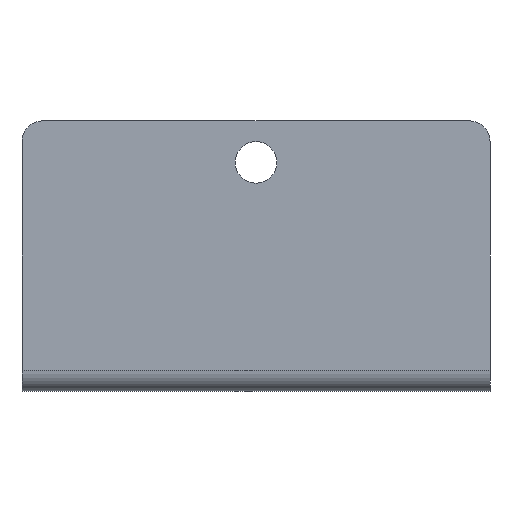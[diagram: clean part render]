
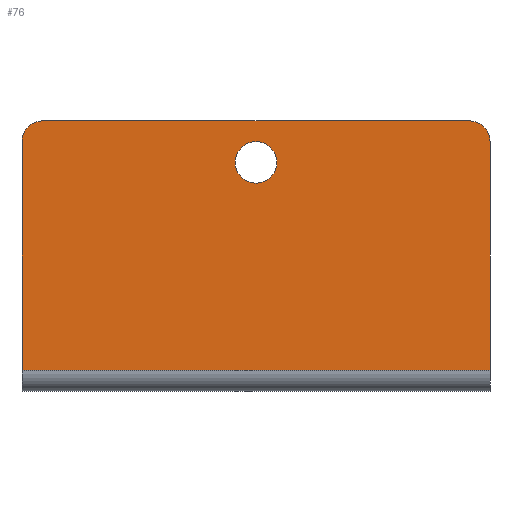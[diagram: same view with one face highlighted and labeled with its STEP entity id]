
A CAD part, front view. The second image highlights one B-rep face of the part: STEP entity #76.
In plain terms, the highlighted planar face has unit normal (0, -1, 0).
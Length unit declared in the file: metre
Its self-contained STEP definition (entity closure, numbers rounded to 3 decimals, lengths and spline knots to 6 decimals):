
#76 = ADVANCED_FACE( '', ( #153, #154 ), #155, .F. );
#153 = FACE_BOUND( '', #226, .T. );
#154 = FACE_OUTER_BOUND( '', #227, .T. );
#155 = PLANE( '', #228 );
#226 = EDGE_LOOP( '', ( #392 ) );
#227 = EDGE_LOOP( '', ( #393, #394, #395, #396, #397, #398 ) );
#228 = AXIS2_PLACEMENT_3D( '', #399, #400, #401 );
#392 = ORIENTED_EDGE( '', *, *, #486, .T. );
#393 = ORIENTED_EDGE( '', *, *, #464, .T. );
#394 = ORIENTED_EDGE( '', *, *, #468, .T. );
#395 = ORIENTED_EDGE( '', *, *, #442, .T. );
#396 = ORIENTED_EDGE( '', *, *, #488, .F. );
#397 = ORIENTED_EDGE( '', *, *, #478, .F. );
#398 = ORIENTED_EDGE( '', *, *, #492, .T. );
#399 = CARTESIAN_POINT( '', ( 0.05715, -0.02413, -0.015831 ) );
#400 = DIRECTION( '', ( 0., 1., 0. ) );
#401 = DIRECTION( '', ( 0., 0., 1. ) );
#442 = EDGE_CURVE( '', #527, #528, #529, .T. );
#464 = EDGE_CURVE( '', #563, #561, #564, .T. );
#468 = EDGE_CURVE( '', #561, #527, #568, .F. );
#478 = EDGE_CURVE( '', #580, #582, #583, .T. );
#486 = EDGE_CURVE( '', #593, #593, #594, .T. );
#488 = EDGE_CURVE( '', #582, #528, #596, .T. );
#492 = EDGE_CURVE( '', #580, #563, #600, .F. );
#527 = VERTEX_POINT( '', #642 );
#528 = VERTEX_POINT( '', #643 );
#529 = LINE( '', #644, #645 );
#561 = VERTEX_POINT( '', #690 );
#563 = VERTEX_POINT( '', #693 );
#564 = LINE( '', #694, #695 );
#568 = CIRCLE( '', #700, 0.00508 );
#580 = VERTEX_POINT( '', #714 );
#582 = VERTEX_POINT( '', #717 );
#583 = LINE( '', #718, #719 );
#593 = VERTEX_POINT( '', #731 );
#594 = CIRCLE( '', #732, 0.00508 );
#596 = LINE( '', #734, #735 );
#600 = CIRCLE( '', #740, 0.00508 );
#642 = CARTESIAN_POINT( '', ( -0.05715, -0.02413, 0.00508 ) );
#643 = CARTESIAN_POINT( '', ( -0.05715, -0.02413, -0.0508 ) );
#644 = CARTESIAN_POINT( '', ( -0.05715, -0.02413, -0.015831 ) );
#645 = VECTOR( '', #772, 1. );
#690 = CARTESIAN_POINT( '', ( -0.05207, -0.02413, 0.01016 ) );
#693 = CARTESIAN_POINT( '', ( 0.05207, -0.02413, 0.01016 ) );
#694 = CARTESIAN_POINT( '', ( 0.05715, -0.02413, 0.01016 ) );
#695 = VECTOR( '', #796, 1. );
#700 = AXIS2_PLACEMENT_3D( '', #801, #802, #803 );
#714 = CARTESIAN_POINT( '', ( 0.05715, -0.02413, 0.00508 ) );
#717 = CARTESIAN_POINT( '', ( 0.05715, -0.02413, -0.0508 ) );
#718 = CARTESIAN_POINT( '', ( 0.05715, -0.02413, -0.015831 ) );
#719 = VECTOR( '', #816, 1. );
#731 = CARTESIAN_POINT( '', ( 0., -0.02413, 0.00508 ) );
#732 = AXIS2_PLACEMENT_3D( '', #828, #829, #830 );
#734 = CARTESIAN_POINT( '', ( 0.05715, -0.02413, -0.0508 ) );
#735 = VECTOR( '', #831, 1. );
#740 = AXIS2_PLACEMENT_3D( '', #833, #834, #835 );
#772 = DIRECTION( '', ( 0., 0., -1. ) );
#796 = DIRECTION( '', ( -1., 0., 0. ) );
#801 = CARTESIAN_POINT( '', ( -0.05207, -0.02413, 0.00508 ) );
#802 = DIRECTION( '', ( 0., 1., 0. ) );
#803 = DIRECTION( '', ( 0., 0., 1. ) );
#816 = DIRECTION( '', ( 0., 0., -1. ) );
#828 = CARTESIAN_POINT( '', ( 0., -0.02413, 0. ) );
#829 = DIRECTION( '', ( 0., 1., 0. ) );
#830 = DIRECTION( '', ( 0., 0., 1. ) );
#831 = DIRECTION( '', ( -1., 0., 0. ) );
#833 = CARTESIAN_POINT( '', ( 0.05207, -0.02413, 0.00508 ) );
#834 = DIRECTION( '', ( 0., 1., 0. ) );
#835 = DIRECTION( '', ( 0., 0., 1. ) );
